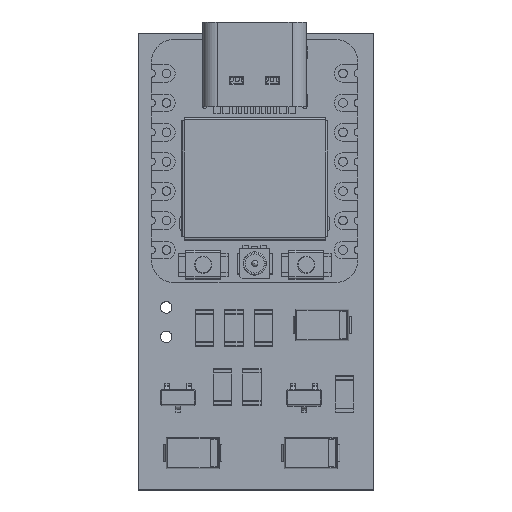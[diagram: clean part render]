
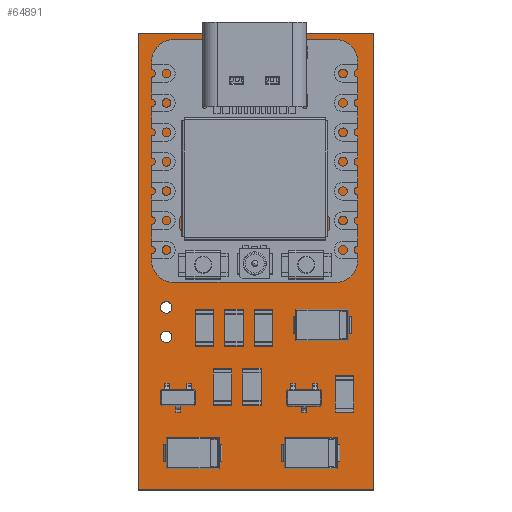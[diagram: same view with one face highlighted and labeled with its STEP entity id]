
A CAD part, top view. The second image highlights one B-rep face of the part: STEP entity #64891.
In plain terms, the highlighted planar face has unit normal (0, 0, 1).
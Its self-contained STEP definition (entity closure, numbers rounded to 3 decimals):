
#64683=CARTESIAN_POINT('',(10.16,-19.685,1.51));
#64684=VERTEX_POINT('',#64683);
#64691=CARTESIAN_POINT('',(-10.16,-19.685,1.51));
#64692=VERTEX_POINT('',#64691);
#64693=CARTESIAN_POINT('',(10.16,-19.685,1.51));
#64694=DIRECTION('',(-1.,0.,0.));
#64695=VECTOR('',#64694,20.32);
#64696=LINE('',#64693,#64695);
#64697=EDGE_CURVE('',#64684,#64692,#64696,.T.);
#64723=CARTESIAN_POINT('',(10.16,19.685,1.51));
#64724=VERTEX_POINT('',#64723);
#64731=CARTESIAN_POINT('',(10.16,19.685,1.51));
#64732=DIRECTION('',(0.,-1.,0.));
#64733=VECTOR('',#64732,39.37);
#64734=LINE('',#64731,#64733);
#64735=EDGE_CURVE('',#64724,#64684,#64734,.T.);
#64753=CARTESIAN_POINT('',(-10.16,19.685,1.51));
#64754=VERTEX_POINT('',#64753);
#64755=CARTESIAN_POINT('',(-10.16,-19.685,1.51));
#64756=DIRECTION('',(0.,1.,0.));
#64757=VECTOR('',#64756,39.37);
#64758=LINE('',#64755,#64757);
#64759=EDGE_CURVE('',#64692,#64754,#64758,.T.);
#64835=CARTESIAN_POINT('',(0.,0.,1.51));
#64836=DIRECTION('',(0.,0.,1.));
#64837=DIRECTION('',(1.,0.,0.));
#64838=AXIS2_PLACEMENT_3D('',#64835,#64836,#64837);
#64839=PLANE('',#64838);
#64840=ORIENTED_EDGE('',*,*,#64697,.F.);
#64841=ORIENTED_EDGE('',*,*,#64735,.F.);
#64842=CARTESIAN_POINT('',(-10.16,19.685,1.51));
#64843=DIRECTION('',(1.,0.,-0.));
#64844=VECTOR('',#64843,20.32);
#64845=LINE('',#64842,#64844);
#64846=EDGE_CURVE('',#64754,#64724,#64845,.T.);
#64847=ORIENTED_EDGE('',*,*,#64846,.F.);
#64848=ORIENTED_EDGE('',*,*,#64759,.F.);
#64849=EDGE_LOOP('',(#64840,#64841,#64847,#64848));
#64850=FACE_BOUND('',#64849,.T.);
#64851=CARTESIAN_POINT('',(-8.247,-6.477,1.51));
#64852=VERTEX_POINT('',#64851);
#64853=CARTESIAN_POINT('',(-7.747,-6.977,1.51));
#64854=VERTEX_POINT('',#64853);
#64855=CARTESIAN_POINT('',(-7.747,-6.477,1.51));
#64856=DIRECTION('',(0.,0.,-1.));
#64857=DIRECTION('',(-1.,0.,0.));
#64858=AXIS2_PLACEMENT_3D('',#64855,#64856,#64857);
#64859=CIRCLE('',#64858,0.5);
#64860=EDGE_CURVE('',#64852,#64854,#64859,.T.);
#64861=ORIENTED_EDGE('',*,*,#64860,.T.);
#64862=CARTESIAN_POINT('',(-7.747,-6.477,1.51));
#64863=DIRECTION('',(0.,0.,-1.));
#64864=DIRECTION('',(-1.,0.,0.));
#64865=AXIS2_PLACEMENT_3D('',#64862,#64863,#64864);
#64866=CIRCLE('',#64865,0.5);
#64867=EDGE_CURVE('',#64854,#64852,#64866,.T.);
#64868=ORIENTED_EDGE('',*,*,#64867,.T.);
#64869=EDGE_LOOP('',(#64861,#64868));
#64870=FACE_BOUND('',#64869,.T.);
#64871=CARTESIAN_POINT('',(-8.247,-3.937,1.51));
#64872=VERTEX_POINT('',#64871);
#64873=CARTESIAN_POINT('',(-7.747,-4.437,1.51));
#64874=VERTEX_POINT('',#64873);
#64875=CARTESIAN_POINT('',(-7.747,-3.937,1.51));
#64876=DIRECTION('',(0.,0.,-1.));
#64877=DIRECTION('',(-1.,0.,0.));
#64878=AXIS2_PLACEMENT_3D('',#64875,#64876,#64877);
#64879=CIRCLE('',#64878,0.5);
#64880=EDGE_CURVE('',#64872,#64874,#64879,.T.);
#64881=ORIENTED_EDGE('',*,*,#64880,.T.);
#64882=CARTESIAN_POINT('',(-7.747,-3.937,1.51));
#64883=DIRECTION('',(0.,0.,-1.));
#64884=DIRECTION('',(-1.,0.,0.));
#64885=AXIS2_PLACEMENT_3D('',#64882,#64883,#64884);
#64886=CIRCLE('',#64885,0.5);
#64887=EDGE_CURVE('',#64874,#64872,#64886,.T.);
#64888=ORIENTED_EDGE('',*,*,#64887,.T.);
#64889=EDGE_LOOP('',(#64881,#64888));
#64890=FACE_BOUND('',#64889,.T.);
#64891=ADVANCED_FACE('',(#64850,#64870,#64890),#64839,.T.);
